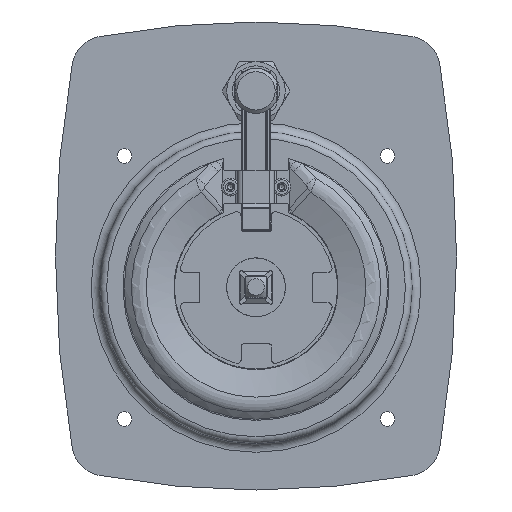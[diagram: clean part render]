
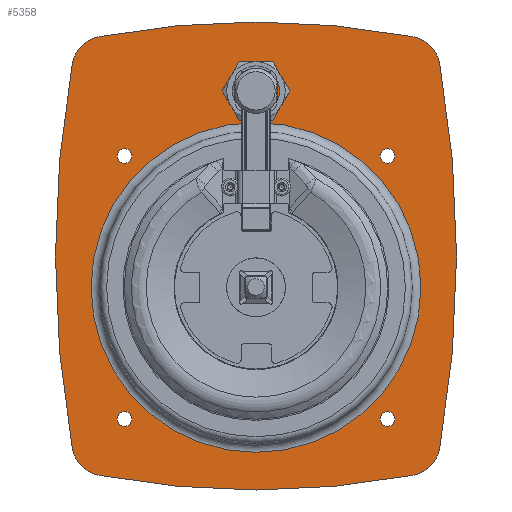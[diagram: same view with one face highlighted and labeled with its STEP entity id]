
A CAD part, top view. The second image highlights one B-rep face of the part: STEP entity #5358.
In plain terms, the highlighted planar face has unit normal (0, 0, 1).
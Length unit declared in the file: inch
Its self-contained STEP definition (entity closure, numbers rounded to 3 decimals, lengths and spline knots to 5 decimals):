
#3664=CARTESIAN_POINT('',(0.315,2.7439,0.042));
#3665=VERTEX_POINT('',#3664);
#3672=CARTESIAN_POINT('',(0.315,3.1321,0.042));
#3673=VERTEX_POINT('',#3672);
#3674=CARTESIAN_POINT('',(0.315,3.1321,0.042));
#3675=DIRECTION('',(0.0,-1.0,0.0));
#3676=VECTOR('',#3675,0.3882);
#3677=LINE('',#3674,#3676);
#3678=EDGE_CURVE('',#3673,#3665,#3677,.T.);
#3704=CARTESIAN_POINT('',(-0.315,3.1321,0.042));
#3705=VERTEX_POINT('',#3704);
#3706=CARTESIAN_POINT('',(0.0,2.938,0.042));
#3707=DIRECTION('',(0.0,0.0,-1.0));
#3708=DIRECTION('',(0.851,0.525,0.0));
#3709=AXIS2_PLACEMENT_3D('',#3706,#3707,#3708);
#3710=CIRCLE('',#3709,0.37);
#3711=EDGE_CURVE('',#3705,#3673,#3710,.T.);
#3736=CARTESIAN_POINT('',(-0.315,2.7439,0.042));
#3737=VERTEX_POINT('',#3736);
#3738=CARTESIAN_POINT('',(-0.315,2.7439,0.042));
#3739=DIRECTION('',(0.0,1.0,0.0));
#3740=VECTOR('',#3739,0.3882);
#3741=LINE('',#3738,#3740);
#3742=EDGE_CURVE('',#3737,#3705,#3741,.T.);
#3766=CARTESIAN_POINT('',(0.0,2.938,0.042));
#3767=DIRECTION('',(0.0,0.0,-1.0));
#3768=DIRECTION('',(-0.851,-0.525,0.0));
#3769=AXIS2_PLACEMENT_3D('',#3766,#3767,#3768);
#3770=CIRCLE('',#3769,0.37);
#3771=EDGE_CURVE('',#3665,#3737,#3770,.T.);
#3782=CARTESIAN_POINT('',(-1.8575,1.966,0.042));
#3783=VERTEX_POINT('',#3782);
#3784=CARTESIAN_POINT('',(-1.967,1.966,0.042));
#3785=DIRECTION('',(0.0,0.0,-1.0));
#3786=DIRECTION('',(-1.0,0.0,0.0));
#3787=AXIS2_PLACEMENT_3D('',#3784,#3785,#3786);
#3788=CIRCLE('',#3787,0.1095);
#3789=EDGE_CURVE('',#3783,#3783,#3788,.T.);
#3810=CARTESIAN_POINT('',(2.0755,1.966,0.042));
#3811=VERTEX_POINT('',#3810);
#3812=CARTESIAN_POINT('',(1.966,1.966,0.042));
#3813=DIRECTION('',(0.0,0.0,-1.0));
#3814=DIRECTION('',(-1.0,0.0,0.0));
#3815=AXIS2_PLACEMENT_3D('',#3812,#3813,#3814);
#3816=CIRCLE('',#3815,0.1095);
#3817=EDGE_CURVE('',#3811,#3811,#3816,.T.);
#3838=CARTESIAN_POINT('',(2.0755,-1.967,0.042));
#3839=VERTEX_POINT('',#3838);
#3840=CARTESIAN_POINT('',(1.966,-1.967,0.042));
#3841=DIRECTION('',(0.0,0.0,-1.0));
#3842=DIRECTION('',(-1.0,0.0,0.0));
#3843=AXIS2_PLACEMENT_3D('',#3840,#3841,#3842);
#3844=CIRCLE('',#3843,0.1095);
#3845=EDGE_CURVE('',#3839,#3839,#3844,.T.);
#3866=CARTESIAN_POINT('',(-1.8575,-1.967,0.042));
#3867=VERTEX_POINT('',#3866);
#3868=CARTESIAN_POINT('',(-1.967,-1.967,0.042));
#3869=DIRECTION('',(0.0,0.0,-1.0));
#3870=DIRECTION('',(-1.0,0.0,0.0));
#3871=AXIS2_PLACEMENT_3D('',#3868,#3869,#3870);
#3872=CIRCLE('',#3871,0.1095);
#3873=EDGE_CURVE('',#3867,#3867,#3872,.T.);
#5246=CARTESIAN_POINT('',(-2.467,0.,0.042));
#5247=VERTEX_POINT('',#5246);
#5248=CARTESIAN_POINT('',(0.0,0.0,0.042));
#5249=DIRECTION('',(0.0,0.0,1.0));
#5250=DIRECTION('',(1.0,0.0,0.0));
#5251=AXIS2_PLACEMENT_3D('',#5248,#5249,#5250);
#5252=CIRCLE('',#5251,2.467);
#5253=EDGE_CURVE('',#5247,#5247,#5252,.T.);
#5258=CARTESIAN_POINT('',(0.,0.47,0.042));
#5259=DIRECTION('',(0.0,0.0,1.0));
#5260=DIRECTION('',(-1.0,0.0,0.0));
#5261=AXIS2_PLACEMENT_3D('',#5258,#5259,#5260);
#5262=PLANE('',#5261);
#5263=CARTESIAN_POINT('',(2.34786,-2.81095,0.042));
#5264=VERTEX_POINT('',#5263);
#5265=CARTESIAN_POINT('',(-2.34786,-2.81095,0.042));
#5266=VERTEX_POINT('',#5265);
#5267=CARTESIAN_POINT('',(0.,9.662,0.042));
#5268=DIRECTION('',(0.0,0.0,-1.0));
#5269=DIRECTION('',(-0.185,-0.983,0.0));
#5270=AXIS2_PLACEMENT_3D('',#5267,#5268,#5269);
#5271=CIRCLE('',#5270,12.692);
#5272=EDGE_CURVE('',#5264,#5266,#5271,.T.);
#5273=ORIENTED_EDGE('',*,*,#5272,.F.);
#5274=CARTESIAN_POINT('',(2.74773,-2.40661,0.042));
#5275=VERTEX_POINT('',#5274);
#5276=CARTESIAN_POINT('',(2.25536,-2.31958,0.042));
#5277=DIRECTION('',(0.0,0.0,-1.0));
#5278=DIRECTION('',(0.185,-0.983,0.0));
#5279=AXIS2_PLACEMENT_3D('',#5276,#5277,#5278);
#5280=CIRCLE('',#5279,0.5);
#5281=EDGE_CURVE('',#5275,#5264,#5280,.T.);
#5282=ORIENTED_EDGE('',*,*,#5281,.F.);
#5283=CARTESIAN_POINT('',(2.74773,3.34661,0.042));
#5284=VERTEX_POINT('',#5283);
#5285=CARTESIAN_POINT('',(-13.527,0.47,0.042));
#5286=DIRECTION('',(0.0,0.0,-1.0));
#5287=DIRECTION('',(0.985,-0.174,0.0));
#5288=AXIS2_PLACEMENT_3D('',#5285,#5286,#5287);
#5289=CIRCLE('',#5288,16.527);
#5290=EDGE_CURVE('',#5284,#5275,#5289,.T.);
#5291=ORIENTED_EDGE('',*,*,#5290,.F.);
#5292=CARTESIAN_POINT('',(2.34786,3.75095,0.042));
#5293=VERTEX_POINT('',#5292);
#5294=CARTESIAN_POINT('',(2.25536,3.25958,0.042));
#5295=DIRECTION('',(0.0,0.0,-1.0));
#5296=DIRECTION('',(0.985,0.174,0.0));
#5297=AXIS2_PLACEMENT_3D('',#5294,#5295,#5296);
#5298=CIRCLE('',#5297,0.5);
#5299=EDGE_CURVE('',#5293,#5284,#5298,.T.);
#5300=ORIENTED_EDGE('',*,*,#5299,.F.);
#5301=CARTESIAN_POINT('',(-2.34786,3.75095,0.042));
#5302=VERTEX_POINT('',#5301);
#5303=CARTESIAN_POINT('',(0.0,-8.722,0.042));
#5304=DIRECTION('',(0.0,0.0,-1.0));
#5305=DIRECTION('',(0.185,0.983,0.0));
#5306=AXIS2_PLACEMENT_3D('',#5303,#5304,#5305);
#5307=CIRCLE('',#5306,12.692);
#5308=EDGE_CURVE('',#5302,#5293,#5307,.T.);
#5309=ORIENTED_EDGE('',*,*,#5308,.F.);
#5310=CARTESIAN_POINT('',(-2.74773,3.34661,0.042));
#5311=VERTEX_POINT('',#5310);
#5312=CARTESIAN_POINT('',(-2.25536,3.25958,0.042));
#5313=DIRECTION('',(0.0,0.0,-1.0));
#5314=DIRECTION('',(-0.185,0.983,0.0));
#5315=AXIS2_PLACEMENT_3D('',#5312,#5313,#5314);
#5316=CIRCLE('',#5315,0.5);
#5317=EDGE_CURVE('',#5311,#5302,#5316,.T.);
#5318=ORIENTED_EDGE('',*,*,#5317,.F.);
#5319=CARTESIAN_POINT('',(-2.74773,-2.40661,0.042));
#5320=VERTEX_POINT('',#5319);
#5321=CARTESIAN_POINT('',(13.527,0.47,0.042));
#5322=DIRECTION('',(0.0,0.0,-1.0));
#5323=DIRECTION('',(-0.985,0.174,0.0));
#5324=AXIS2_PLACEMENT_3D('',#5321,#5322,#5323);
#5325=CIRCLE('',#5324,16.527);
#5326=EDGE_CURVE('',#5320,#5311,#5325,.T.);
#5327=ORIENTED_EDGE('',*,*,#5326,.F.);
#5328=CARTESIAN_POINT('',(-2.25536,-2.31958,0.042));
#5329=DIRECTION('',(0.0,0.0,-1.0));
#5330=DIRECTION('',(-0.985,-0.174,0.0));
#5331=AXIS2_PLACEMENT_3D('',#5328,#5329,#5330);
#5332=CIRCLE('',#5331,0.5);
#5333=EDGE_CURVE('',#5266,#5320,#5332,.T.);
#5334=ORIENTED_EDGE('',*,*,#5333,.F.);
#5335=EDGE_LOOP('',(#5273,#5282,#5291,#5300,#5309,#5318,#5327,#5334));
#5336=FACE_OUTER_BOUND('',#5335,.T.);
#5337=ORIENTED_EDGE('',*,*,#3742,.T.);
#5338=ORIENTED_EDGE('',*,*,#3711,.T.);
#5339=ORIENTED_EDGE('',*,*,#3678,.T.);
#5340=ORIENTED_EDGE('',*,*,#3771,.T.);
#5341=EDGE_LOOP('',(#5337,#5338,#5339,#5340));
#5342=FACE_BOUND('',#5341,.T.);
#5343=ORIENTED_EDGE('',*,*,#3789,.T.);
#5344=EDGE_LOOP('',(#5343));
#5345=FACE_BOUND('',#5344,.T.);
#5346=ORIENTED_EDGE('',*,*,#3817,.T.);
#5347=EDGE_LOOP('',(#5346));
#5348=FACE_BOUND('',#5347,.T.);
#5349=ORIENTED_EDGE('',*,*,#3845,.T.);
#5350=EDGE_LOOP('',(#5349));
#5351=FACE_BOUND('',#5350,.T.);
#5352=ORIENTED_EDGE('',*,*,#3873,.T.);
#5353=EDGE_LOOP('',(#5352));
#5354=FACE_BOUND('',#5353,.T.);
#5355=ORIENTED_EDGE('',*,*,#5253,.F.);
#5356=EDGE_LOOP('',(#5355));
#5357=FACE_BOUND('',#5356,.T.);
#5358=ADVANCED_FACE('',(#5336,#5342,#5345,#5348,#5351,#5354,#5357),#5262,.T.);
